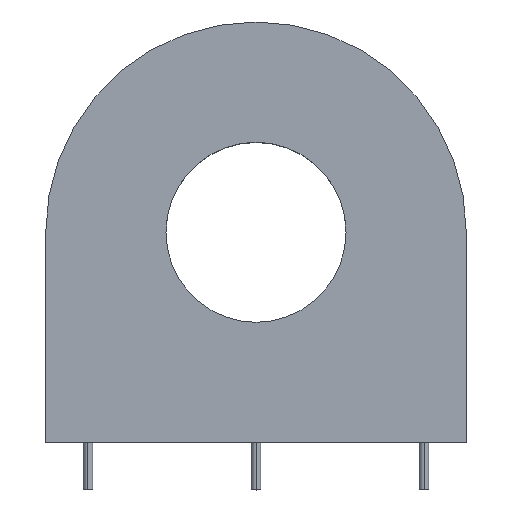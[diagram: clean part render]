
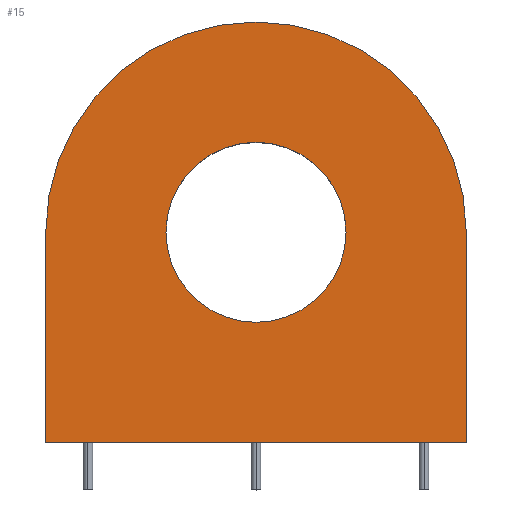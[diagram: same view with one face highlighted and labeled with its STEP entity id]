
A CAD part, top view. The second image highlights one B-rep face of the part: STEP entity #15.
In plain terms, the highlighted planar face has unit normal (0, 0, 1).
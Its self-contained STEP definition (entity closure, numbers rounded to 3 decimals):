
#2 = ORIENTED_EDGE ( 'NONE', *, *, #352, .T. ) ;
#10 = CARTESIAN_POINT ( 'NONE',  ( -9.525, 0., 14.3 ) ) ;
#15 = ADVANCED_FACE ( 'NONE', ( #276, #156 ), #201, .F. ) ;
#18 = LINE ( 'NONE', #485, #124 ) ;
#27 = VERTEX_POINT ( 'NONE', #236 ) ;
#28 = CARTESIAN_POINT ( 'NONE',  ( 9.525, 0., 14.3 ) ) ;
#42 = EDGE_LOOP ( 'NONE', ( #93, #123, #65, #2 ) ) ;
#45 = ORIENTED_EDGE ( 'NONE', *, *, #337, .F. ) ;
#52 = CARTESIAN_POINT ( 'NONE',  ( 0., 0., 14.3 ) ) ;
#65 = ORIENTED_EDGE ( 'NONE', *, *, #140, .T. ) ;
#75 = AXIS2_PLACEMENT_3D ( 'NONE', #52, #226, #402 ) ;
#86 = AXIS2_PLACEMENT_3D ( 'NONE', #324, #202, #116 ) ;
#93 = ORIENTED_EDGE ( 'NONE', *, *, #111, .T. ) ;
#104 = CARTESIAN_POINT ( 'NONE',  ( 0., 0., 14.3 ) ) ;
#111 = EDGE_CURVE ( 'NONE', #27, #183, #128, .T. ) ;
#116 = DIRECTION ( 'NONE',  ( 1., 0., 0. ) ) ;
#121 = DIRECTION ( 'NONE',  ( 0., 1., 0. ) ) ;
#123 = ORIENTED_EDGE ( 'NONE', *, *, #127, .T. ) ;
#124 = VECTOR ( 'NONE', #482, 1000. ) ;
#127 = EDGE_CURVE ( 'NONE', #183, #411, #18, .T. ) ;
#128 = CIRCLE ( 'NONE', #75, 22.25 ) ;
#140 = EDGE_CURVE ( 'NONE', #411, #158, #340, .T. ) ;
#142 = CARTESIAN_POINT ( 'NONE',  ( -22.25, 0., 14.3 ) ) ;
#156 = FACE_BOUND ( 'NONE', #245, .T. ) ;
#158 = VERTEX_POINT ( 'NONE', #484 ) ;
#166 = VECTOR ( 'NONE', #121, 1000. ) ;
#182 = AXIS2_PLACEMENT_3D ( 'NONE', #104, #264, #441 ) ;
#183 = VERTEX_POINT ( 'NONE', #142 ) ;
#201 = PLANE ( 'NONE',  #533 ) ;
#202 = DIRECTION ( 'NONE',  ( 0., 0., 1. ) ) ;
#204 = EDGE_CURVE ( 'NONE', #392, #254, #366, .T. ) ;
#206 = ORIENTED_EDGE ( 'NONE', *, *, #204, .F. ) ;
#226 = DIRECTION ( 'NONE',  ( 0., 0., 1. ) ) ;
#236 = CARTESIAN_POINT ( 'NONE',  ( 22.25, 0., 14.3 ) ) ;
#245 = EDGE_LOOP ( 'NONE', ( #45, #206 ) ) ;
#254 = VERTEX_POINT ( 'NONE', #10 ) ;
#264 = DIRECTION ( 'NONE',  ( 0., 0., 1. ) ) ;
#276 = FACE_OUTER_BOUND ( 'NONE', #42, .T. ) ;
#281 = LINE ( 'NONE', #413, #166 ) ;
#324 = CARTESIAN_POINT ( 'NONE',  ( 0., 0., 14.3 ) ) ;
#337 = EDGE_CURVE ( 'NONE', #254, #392, #454, .T. ) ;
#340 = LINE ( 'NONE', #343, #488 ) ;
#343 = CARTESIAN_POINT ( 'NONE',  ( -22.25, -22.25, 14.3 ) ) ;
#352 = EDGE_CURVE ( 'NONE', #158, #27, #281, .T. ) ;
#364 = DIRECTION ( 'NONE',  ( -1., 0., 0. ) ) ;
#366 = CIRCLE ( 'NONE', #182, 9.525 ) ;
#392 = VERTEX_POINT ( 'NONE', #28 ) ;
#402 = DIRECTION ( 'NONE',  ( -1., 0., 0. ) ) ;
#411 = VERTEX_POINT ( 'NONE', #449 ) ;
#413 = CARTESIAN_POINT ( 'NONE',  ( 22.25, 0., 14.3 ) ) ;
#441 = DIRECTION ( 'NONE',  ( 1., 0., 0. ) ) ;
#448 = CARTESIAN_POINT ( 'NONE',  ( 0., 0., 14.3 ) ) ;
#449 = CARTESIAN_POINT ( 'NONE',  ( -22.25, -22.25, 14.3 ) ) ;
#454 = CIRCLE ( 'NONE', #86, 9.525 ) ;
#482 = DIRECTION ( 'NONE',  ( 0., -1., 0. ) ) ;
#484 = CARTESIAN_POINT ( 'NONE',  ( 22.25, -22.25, 14.3 ) ) ;
#485 = CARTESIAN_POINT ( 'NONE',  ( -22.25, 0., 14.3 ) ) ;
#488 = VECTOR ( 'NONE', #514, 1000. ) ;
#489 = DIRECTION ( 'NONE',  ( 0., 0., -1. ) ) ;
#514 = DIRECTION ( 'NONE',  ( 1., 0., 0. ) ) ;
#533 = AXIS2_PLACEMENT_3D ( 'NONE', #448, #489, #364 ) ;
